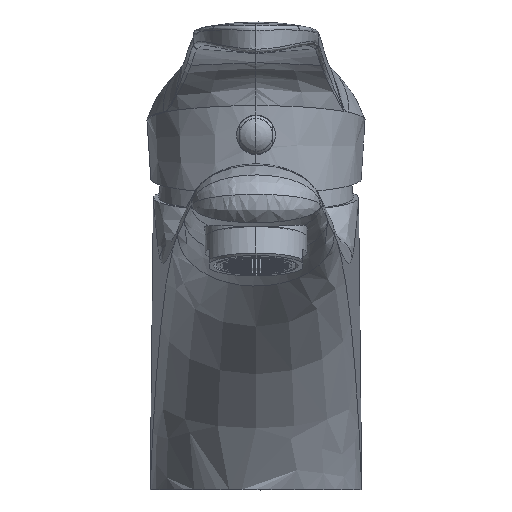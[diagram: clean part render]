
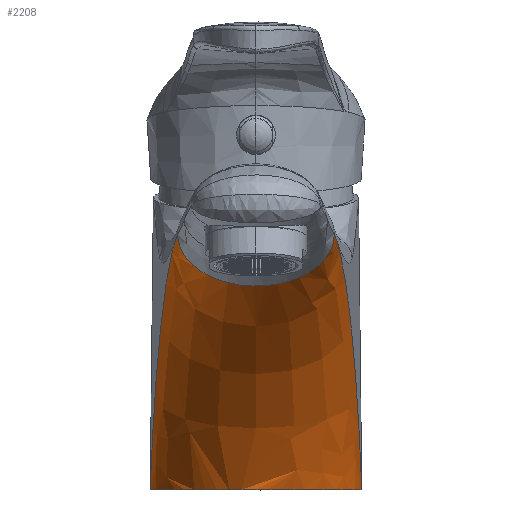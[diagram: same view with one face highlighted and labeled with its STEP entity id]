
A CAD part, top view. The second image highlights one B-rep face of the part: STEP entity #2208.
In plain terms, the highlighted free-form (B-spline) face has degree [3, 3] with [11, 7] control points.
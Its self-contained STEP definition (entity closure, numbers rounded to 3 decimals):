
#67=CARTESIAN_POINT('',(-25.,0.,0.));
#68=CARTESIAN_POINT('',(-25.,0.,3.272));
#69=CARTESIAN_POINT('',(-23.698,0.,9.816));
#70=CARTESIAN_POINT('',(-18.138,0.,18.138));
#71=CARTESIAN_POINT('',(-9.816,0.,23.698));
#72=CARTESIAN_POINT('',(0.,0.,25.651));
#73=CARTESIAN_POINT('',(9.816,0.,23.698));
#74=CARTESIAN_POINT('',(18.138,0.,18.138));
#75=CARTESIAN_POINT('',(23.698,0.,9.816));
#76=CARTESIAN_POINT('',(25.,0.,3.272));
#77=CARTESIAN_POINT('',(25.,0.,0.));
#82=CARTESIAN_POINT('',(-18.5,60.227,76.218));
#83=CARTESIAN_POINT('',(-19.168,58.806,68.42));
#84=CARTESIAN_POINT('',(-20.516,54.055,52.663));
#85=CARTESIAN_POINT('',(-22.398,40.959,30.621));
#86=CARTESIAN_POINT('',(-23.966,22.55,12.21));
#87=CARTESIAN_POINT('',(-24.712,7.722,3.404));
#88=CARTESIAN_POINT('',(-25.,0.,0.));
#93=CARTESIAN_POINT('',(18.5,60.227,76.218));
#94=CARTESIAN_POINT('',(18.5,58.629,76.218));
#95=CARTESIAN_POINT('',(17.537,55.435,76.218));
#96=CARTESIAN_POINT('',(13.422,51.371,76.218));
#97=CARTESIAN_POINT('',(7.264,48.657,76.218));
#98=CARTESIAN_POINT('',(0.,47.703,76.218));
#99=CARTESIAN_POINT('',(-7.264,48.657,76.218));
#100=CARTESIAN_POINT('',(-13.422,51.371,76.218));
#101=CARTESIAN_POINT('',(-17.537,55.435,76.218));
#102=CARTESIAN_POINT('',(-18.5,58.629,76.218));
#103=CARTESIAN_POINT('',(-18.5,60.227,76.218));
#322=CARTESIAN_POINT('',(25.,0.,0.));
#323=CARTESIAN_POINT('',(24.712,7.722,3.404));
#324=CARTESIAN_POINT('',(23.966,22.55,12.21));
#325=CARTESIAN_POINT('',(22.398,40.959,30.621));
#326=CARTESIAN_POINT('',(20.516,54.055,52.663));
#327=CARTESIAN_POINT('',(19.168,58.806,68.42));
#328=CARTESIAN_POINT('',(18.5,60.227,76.218));
#339=CARTESIAN_POINT('',(18.5,60.227,76.218));
#1800=VERTEX_POINT('',#339);
#1803=CARTESIAN_POINT('',(-18.5,60.227,76.218));
#1805=VERTEX_POINT('',#1803);
#1820=VERTEX_POINT('',#67);
#1821=VERTEX_POINT('',#77);
#2121=CARTESIAN_POINT('',(25.022,-0.927,
-1.144));
#2122=CARTESIAN_POINT('',(24.734,7.206,2.297));
#2123=CARTESIAN_POINT('',(23.984,22.548,11.24));
#2124=CARTESIAN_POINT('',(22.397,41.385,30.097));
#2125=CARTESIAN_POINT('',(20.488,54.696,52.689));
#2126=CARTESIAN_POINT('',(19.111,59.392,68.932));
#2127=CARTESIAN_POINT('',(18.419,60.737,77.076));
#2128=CARTESIAN_POINT('',(25.131,-0.883,
2.368));
#2129=CARTESIAN_POINT('',(24.822,6.868,5.887));
#2130=CARTESIAN_POINT('',(24.044,21.41,14.683));
#2131=CARTESIAN_POINT('',(22.448,39.367,32.582));
#2132=CARTESIAN_POINT('',(20.552,52.418,53.833));
#2133=CARTESIAN_POINT('',(19.187,57.434,69.226));
#2134=CARTESIAN_POINT('',(18.498,59.046,77.041));
#2135=CARTESIAN_POINT('',(23.876,-0.799,
9.201));
#2136=CARTESIAN_POINT('',(23.556,6.219,12.714));
#2137=CARTESIAN_POINT('',(22.783,19.263,21.018));
#2138=CARTESIAN_POINT('',(21.265,35.592,37.035));
#2139=CARTESIAN_POINT('',(19.492,48.13,55.843));
#2140=CARTESIAN_POINT('',(18.218,53.686,69.741));
#2141=CARTESIAN_POINT('',(17.573,55.759,76.98));
#2142=CARTESIAN_POINT('',(18.168,-0.696,
17.759));
#2143=CARTESIAN_POINT('',(17.908,5.417,21.061));
#2144=CARTESIAN_POINT('',(17.3,16.659,28.492));
#2145=CARTESIAN_POINT('',(16.144,31.056,42.127));
#2146=CARTESIAN_POINT('',(14.811,42.944,58.089));
#2147=CARTESIAN_POINT('',(13.856,49.067,70.311));
#2148=CARTESIAN_POINT('',(13.371,51.645,76.912));
#2149=CARTESIAN_POINT('',(9.833,-0.629,
23.344));
#2150=CARTESIAN_POINT('',(9.688,4.896,26.438));
#2151=CARTESIAN_POINT('',(9.353,14.99,33.21));
#2152=CARTESIAN_POINT('',(8.727,28.161,45.283));
#2153=CARTESIAN_POINT('',(8.011,39.624,59.462));
#2154=CARTESIAN_POINT('',(7.498,46.079,70.657));
#2155=CARTESIAN_POINT('',(7.236,48.962,76.87));
#2156=CARTESIAN_POINT('',(0.,-0.606,25.306));
#2157=CARTESIAN_POINT('',(0.,4.714,28.316));
#2158=CARTESIAN_POINT('',(0.,14.408,34.843));
#2159=CARTESIAN_POINT('',(0.,27.155,46.366));
#2160=CARTESIAN_POINT('',(0.,38.467,59.929));
#2161=CARTESIAN_POINT('',(0.,45.034,70.775));
#2162=CARTESIAN_POINT('',(0.,48.019,76.856));
#2163=CARTESIAN_POINT('',(-9.833,-0.629,
23.344));
#2164=CARTESIAN_POINT('',(-9.688,4.896,26.438));
#2165=CARTESIAN_POINT('',(-9.353,14.99,33.21));
#2166=CARTESIAN_POINT('',(-8.727,28.161,45.283));
#2167=CARTESIAN_POINT('',(-8.011,39.624,59.462));
#2168=CARTESIAN_POINT('',(-7.498,46.079,70.657));
#2169=CARTESIAN_POINT('',(-7.236,48.962,76.87));
#2170=CARTESIAN_POINT('',(-18.168,-0.696,
17.759));
#2171=CARTESIAN_POINT('',(-17.908,5.417,21.061));
#2172=CARTESIAN_POINT('',(-17.3,16.659,28.492));
#2173=CARTESIAN_POINT('',(-16.144,31.056,42.127));
#2174=CARTESIAN_POINT('',(-14.811,42.944,58.089));
#2175=CARTESIAN_POINT('',(-13.856,49.067,70.311));
#2176=CARTESIAN_POINT('',(-13.371,51.645,76.912));
#2177=CARTESIAN_POINT('',(-23.877,-0.799,
9.2));
#2178=CARTESIAN_POINT('',(-23.557,6.219,12.713));
#2179=CARTESIAN_POINT('',(-22.784,19.263,21.017));
#2180=CARTESIAN_POINT('',(-21.266,35.593,37.034));
#2181=CARTESIAN_POINT('',(-19.492,48.131,55.843));
#2182=CARTESIAN_POINT('',(-18.219,53.686,69.741));
#2183=CARTESIAN_POINT('',(-17.574,55.759,76.98));
#2184=CARTESIAN_POINT('',(-25.132,-0.883,
2.365));
#2185=CARTESIAN_POINT('',(-24.823,6.868,5.884));
#2186=CARTESIAN_POINT('',(-24.045,21.411,14.68));
#2187=CARTESIAN_POINT('',(-22.449,39.369,32.58));
#2188=CARTESIAN_POINT('',(-20.553,52.42,53.832));
#2189=CARTESIAN_POINT('',(-19.187,57.436,69.226));
#2190=CARTESIAN_POINT('',(-18.498,59.048,77.041));
#2191=CARTESIAN_POINT('',(-25.022,-0.927,
-1.148));
#2192=CARTESIAN_POINT('',(-24.734,7.206,2.292));
#2193=CARTESIAN_POINT('',(-23.984,22.549,11.236));
#2194=CARTESIAN_POINT('',(-22.397,41.388,30.094));
#2195=CARTESIAN_POINT('',(-20.488,54.699,52.688));
#2196=CARTESIAN_POINT('',(-19.111,59.394,68.931));
#2197=CARTESIAN_POINT('',(-18.419,60.739,77.076));
#2198=B_SPLINE_SURFACE_WITH_KNOTS('',3,3,((#2121,#2122,#2123,#2124,#2125,#2126,
#2127),(#2128,#2129,#2130,#2131,#2132,#2133,#2134),(#2135,#2136,#2137,#2138,
#2139,#2140,#2141),(#2142,#2143,#2144,#2145,#2146,#2147,#2148),(#2149,#2150,
#2151,#2152,#2153,#2154,#2155),(#2156,#2157,#2158,#2159,#2160,#2161,#2162),(
#2163,#2164,#2165,#2166,#2167,#2168,#2169),(#2170,#2171,#2172,#2173,#2174,#2175,
#2176),(#2177,#2178,#2179,#2180,#2181,#2182,#2183),(#2184,#2185,#2186,#2187,
#2188,#2189,#2190),(#2191,#2192,#2193,#2194,#2195,#2196,#2197)),.UNSPECIFIED.,
.F.,.F.,.F.,(4,1,1,1,1,1,1,1,4),(4,1,1,1,4),(-0.01,0.125,0.25,
0.375,0.5,0.625,0.75,0.875,1.01),(-0.007,
0.174,0.349,0.523,0.704),
.UNSPECIFIED.);
#2200=ORIENTED_EDGE('',*,*,#2199,.F.);
#2201=ORIENTED_EDGE('',*,*,#2111,.F.);
#2203=ORIENTED_EDGE('',*,*,#2202,.F.);
#2205=ORIENTED_EDGE('',*,*,#2204,.F.);
#2206=EDGE_LOOP('',(#2200,#2201,#2203,#2205));
#2207=FACE_OUTER_BOUND('',#2206,.F.);
#2208=ADVANCED_FACE('',(#2207),#2198,.F.);
#78=B_SPLINE_CURVE_WITH_KNOTS('',3,(#67,#68,#69,#70,#71,#72,#73,#74,#75,#76,
#77),.UNSPECIFIED.,.F.,.F.,(4,1,1,1,1,1,1,1,4),(0.,0.125,0.25,0.375,
0.5,0.625,0.75,0.875,1.),.UNSPECIFIED.);
#89=B_SPLINE_CURVE_WITH_KNOTS('',3,(#82,#83,#84,#85,#86,#87,#88),.UNSPECIFIED.,
.F.,.F.,(4,1,1,1,4),(0.,0.25,0.5,0.75,1.),.UNSPECIFIED.);
#104=B_SPLINE_CURVE_WITH_KNOTS('',3,(#93,#94,#95,#96,#97,#98,#99,#100,#101,#102,
#103),.UNSPECIFIED.,.F.,.F.,(4,1,1,1,1,1,1,1,4),(0.,0.125,0.25,0.375,
0.5,0.625,0.75,0.875,1.),.UNSPECIFIED.);
#329=B_SPLINE_CURVE_WITH_KNOTS('',3,(#322,#323,#324,#325,#326,#327,#328),
.UNSPECIFIED.,.F.,.F.,(4,1,1,1,4),(0.,0.25,0.5,0.75,1.),
.UNSPECIFIED.);
#2111=EDGE_CURVE('',#1805,#1820,#89,.T.);
#2199=EDGE_CURVE('',#1820,#1821,#78,.T.);
#2202=EDGE_CURVE('',#1800,#1805,#104,.T.);
#2204=EDGE_CURVE('',#1821,#1800,#329,.T.);
